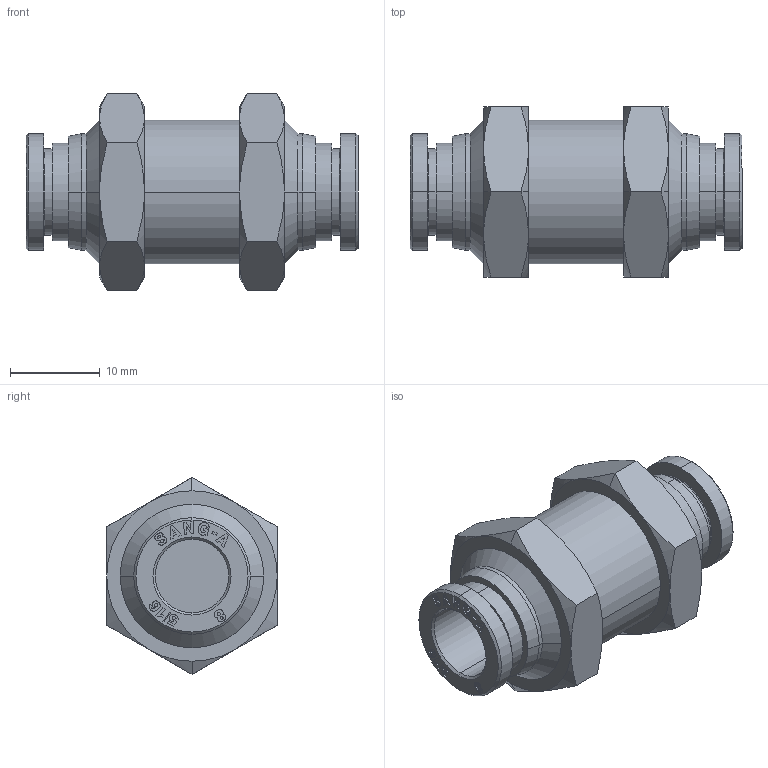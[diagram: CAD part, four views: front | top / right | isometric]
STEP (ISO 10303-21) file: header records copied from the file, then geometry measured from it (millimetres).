
FILE_DESCRIPTION((''),'2;1');
FILE_NAME('GPMM_08(3D).stp','2012-12-26T18:02:28',(''),(''),'Mechanical Desktop.R8.0.24.0','Mechanical Desktop.R8.0.24.0',', , ');
FILE_SCHEMA(('CONFIG_CONTROL_DESIGN'));
Length unit declared in the file: millimetre
Products named in the file (2): GPMM_08(3D); ºÎÇ°1
Assembly tree (1 placements, depth 2):
  GPMM_08(3D)
    ºÎÇ°1
Bounding box: 37 x 19 x 21.94 mm (x, y, z)
Volume: 5337.3 mm3; surface area: 3682.3 mm2
Topology: 1 solids, 1 shells, 836 faces, 2318 edges, 1528 vertices
Faces by surface type: plane 692, cone 52, bspline 52, cylinder 40
Entity records: 27039 total; most frequent: CARTESIAN_POINT 5664, ORIENTED_EDGE 4636, DIRECTION 4078, EDGE_CURVE 2318, VECTOR 2034, LINE 2034, VERTEX_POINT 1528, AXIS2_PLACEMENT_3D 1022
